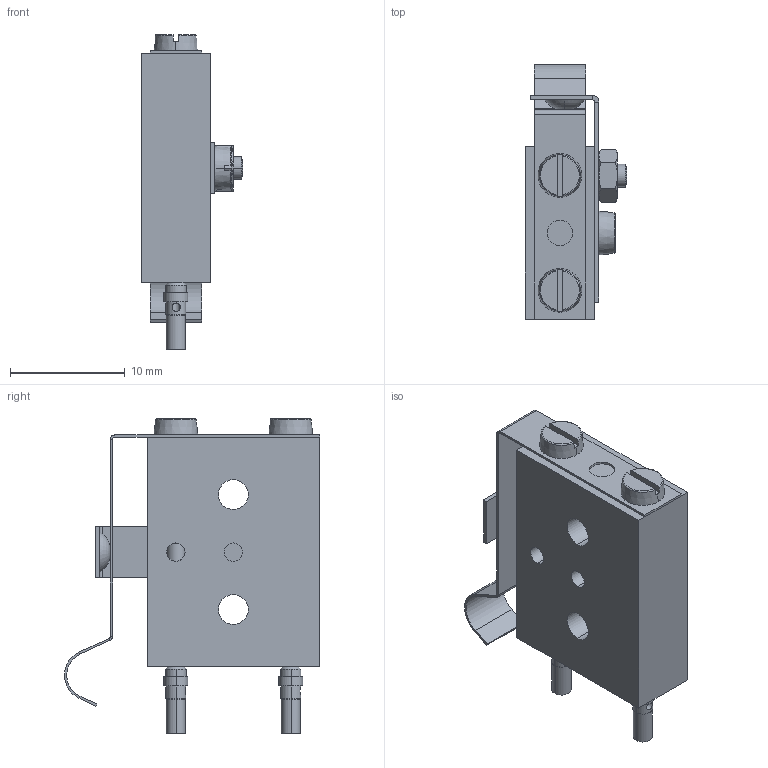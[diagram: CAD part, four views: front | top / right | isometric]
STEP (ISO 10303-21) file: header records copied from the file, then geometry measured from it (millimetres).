
FILE_DESCRIPTION (( 'STEP AP214' ), '1' );
FILE_NAME ('363-SWITCH-3.STEP', '2014-10-28T13:45:11', ( '' ), ( '' ), 'SwSTEP 2.0', 'SolidWorks 2014', '' );
FILE_SCHEMA (( 'AUTOMOTIVE_DESIGN' ));
Length unit declared in the file: millimetre
Products named in the file (11): 363-SWITCH-3; 9363-SWITCH-3-2; Gewindestift DIN 916_DIN 916 - M2 x 5-N; Sechskantmutter ISO 4032_Hexagon Nut ISO 4032 - M2 - D - S; Zylinderschraube ISO 1207_ISO 1207 - M2 x 4 --- 4N; 9220-PINF-A; 9363-FEDER-32_2_2_compressed; 9212-PINM-HV-S; 9363-SWITCH-2_9363-SWITCH-2-VG; 9363-SWITCH-1_9363-SWITCH-1-VG; 9363-SWITCH-3-1
Assembly tree (14 placements, depth 2):
  363-SWITCH-3
    9363-SWITCH-3-1
    9363-SWITCH-1_9363-SWITCH-1-VG
    9363-SWITCH-2_9363-SWITCH-2-VG
    9212-PINM-HV-S  x2
    9363-FEDER-32_2_2_compressed
    9220-PINF-A  x2
    Zylinderschraube ISO 1207_ISO 1207 - M2 x 4 --- 4N  x3
    Sechskantmutter ISO 4032_Hexagon Nut ISO 4032 - M2 - D - S
    Gewindestift DIN 916_DIN 916 - M2 x 5-N
    9363-SWITCH-3-2
Bounding box: 8.8 x 22.19 x 27.37 mm (x, y, z)
Volume: 1864.9 mm3; surface area: 2671.1 mm2
Topology: 14 solids, 14 shells, 325 faces, 754 edges, 451 vertices
Faces by surface type: plane 117, cylinder 114, cone 78, torus 10, sphere 4, bspline 2
Entity records: 8962 total; most frequent: CARTESIAN_POINT 3029, DIRECTION 1209, ORIENTED_EDGE 1078, EDGE_CURVE 539, AXIS2_PLACEMENT_3D 473, VERTEX_POINT 324, EDGE_LOOP 279, VECTOR 263
